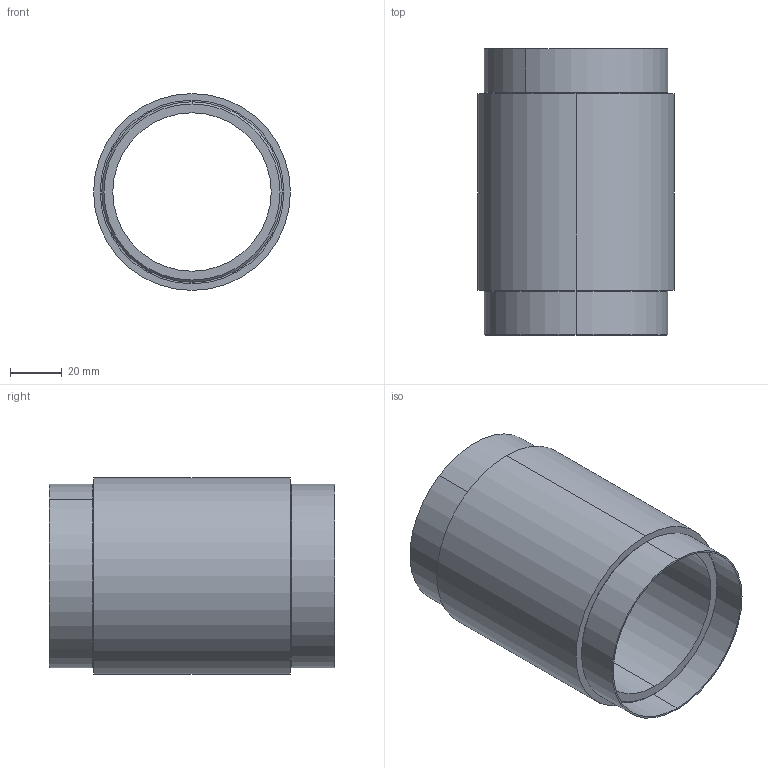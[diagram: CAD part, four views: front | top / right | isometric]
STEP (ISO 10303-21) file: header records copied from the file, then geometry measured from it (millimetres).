
FILE_DESCRIPTION(('FreeCAD Model'),'2;1');
FILE_NAME('271-CB40K-61.stp', '2014-11-19T16:05:18',('FreeCAD'),('FreeCAD'), 'Open CASCADE STEP processor 6.3','FreeCAD','Unknown');
FILE_SCHEMA(('AUTOMOTIVE_DESIGN_CC2 { 1 2 10303 214 -1 1 5 4 }'));
Length unit declared in the file: millimetre
Products named in the file (1): 271-CB40K-61
Bounding box: 76.2 x 110.74 x 76.2 mm (x, y, z)
Volume: 135870.6 mm3; surface area: 51990.7 mm2
Topology: 1 solids, 1 shells, 26 faces, 54 edges, 34 vertices
Faces by surface type: cylinder 12, cone 8, plane 6
Entity records: 1832 total; most frequent: CARTESIAN_POINT 840, DIRECTION 150, ORIENTED_EDGE 108, PCURVE 108, DEFINITIONAL_REPRESENTATION 108, B_SPLINE_CURVE_WITH_KNOTS 84, AXIS2_PLACEMENT_3D 61, EDGE_CURVE 54
